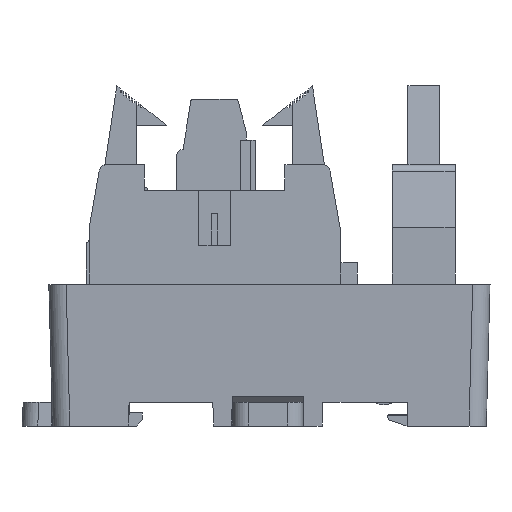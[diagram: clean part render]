
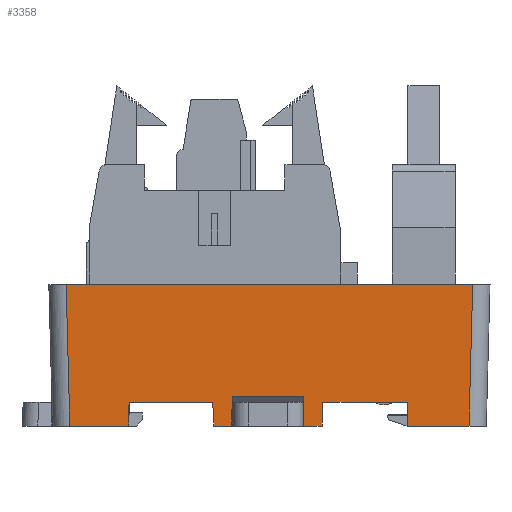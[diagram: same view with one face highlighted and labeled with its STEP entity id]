
A CAD part, left-side view. The second image highlights one B-rep face of the part: STEP entity #3358.
In plain terms, the highlighted planar face has unit normal (-1, 0, -0.026).
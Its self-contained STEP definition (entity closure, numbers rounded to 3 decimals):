
#1821=FACE_OUTER_BOUND('',#6928,.T.);
#3358=ADVANCED_FACE('',(#1821),#4897,.T.);
#4897=PLANE('',#30824);
#6928=EDGE_LOOP('',(#9508,#9509,#9510,#9511,#9512,#9513,#9514,#9515,#9516,
#9517,#9518,#9519,#9520,#9521,#9522,#9523));
#9508=ORIENTED_EDGE('',*,*,#19950,.F.);
#9509=ORIENTED_EDGE('',*,*,#19909,.T.);
#9510=ORIENTED_EDGE('',*,*,#19954,.T.);
#9511=ORIENTED_EDGE('',*,*,#19560,.T.);
#9512=ORIENTED_EDGE('',*,*,#19964,.T.);
#9513=ORIENTED_EDGE('',*,*,#19753,.T.);
#9514=ORIENTED_EDGE('',*,*,#19967,.T.);
#9515=ORIENTED_EDGE('',*,*,#19733,.F.);
#9516=ORIENTED_EDGE('',*,*,#19972,.T.);
#9517=ORIENTED_EDGE('',*,*,#19749,.T.);
#9518=ORIENTED_EDGE('',*,*,#19770,.F.);
#9519=ORIENTED_EDGE('',*,*,#19574,.T.);
#9520=ORIENTED_EDGE('',*,*,#19941,.F.);
#9521=ORIENTED_EDGE('',*,*,#19905,.T.);
#9522=ORIENTED_EDGE('',*,*,#19945,.F.);
#9523=ORIENTED_EDGE('',*,*,#19948,.T.);
#16858=VERTEX_POINT('',#40305);
#16859=VERTEX_POINT('',#40307);
#16872=VERTEX_POINT('',#40333);
#16873=VERTEX_POINT('',#40335);
#16989=VERTEX_POINT('',#40652);
#16990=VERTEX_POINT('',#40654);
#16998=VERTEX_POINT('',#40679);
#16999=VERTEX_POINT('',#40681);
#17002=VERTEX_POINT('',#40688);
#17003=VERTEX_POINT('',#40690);
#17094=VERTEX_POINT('',#40994);
#17096=VERTEX_POINT('',#40999);
#17099=VERTEX_POINT('',#41007);
#17100=VERTEX_POINT('',#41009);
#17119=VERTEX_POINT('',#41078);
#17120=VERTEX_POINT('',#41083);
#19560=EDGE_CURVE('',#16859,#16858,#23611,.T.);
#19574=EDGE_CURVE('',#16873,#16872,#23623,.T.);
#19733=EDGE_CURVE('',#16989,#16990,#23774,.T.);
#19749=EDGE_CURVE('',#16999,#16998,#23787,.T.);
#19753=EDGE_CURVE('',#17003,#17002,#23789,.T.);
#19770=EDGE_CURVE('',#16873,#16998,#23805,.T.);
#19905=EDGE_CURVE('',#17094,#17096,#23935,.T.);
#19909=EDGE_CURVE('',#17100,#17099,#23938,.T.);
#19941=EDGE_CURVE('',#17094,#16872,#23970,.T.);
#19945=EDGE_CURVE('',#17119,#17096,#23974,.T.);
#19948=EDGE_CURVE('',#17119,#17120,#23977,.T.);
#19950=EDGE_CURVE('',#17100,#17120,#23979,.T.);
#19954=EDGE_CURVE('',#17099,#16859,#23983,.T.);
#19964=EDGE_CURVE('',#16858,#17003,#23991,.T.);
#19967=EDGE_CURVE('',#17002,#16990,#23994,.T.);
#19972=EDGE_CURVE('',#16989,#16999,#23999,.T.);
#23611=LINE('',#40306,#27224);
#23623=LINE('',#40334,#27236);
#23774=LINE('',#40653,#27387);
#23787=LINE('',#40680,#27400);
#23789=LINE('',#40689,#27402);
#23805=LINE('',#40722,#27418);
#23935=LINE('',#41000,#27548);
#23938=LINE('',#41008,#27551);
#23970=LINE('',#41071,#27583);
#23974=LINE('',#41079,#27587);
#23977=LINE('',#41084,#27590);
#23979=LINE('',#41087,#27592);
#23983=LINE('',#41094,#27596);
#23991=LINE('',#41113,#27604);
#23994=LINE('',#41118,#27607);
#23999=LINE('',#41130,#27612);
#27224=VECTOR('',#32714,1.);
#27236=VECTOR('',#32730,1.);
#27387=VECTOR('',#32983,1.);
#27400=VECTOR('',#33006,1.);
#27402=VECTOR('',#33014,1.);
#27418=VECTOR('',#33040,1.);
#27548=VECTOR('',#33302,1.);
#27551=VECTOR('',#33309,1.);
#27583=VECTOR('',#33365,1.);
#27587=VECTOR('',#33375,1.);
#27590=VECTOR('',#33380,1.);
#27592=VECTOR('',#33384,1.);
#27596=VECTOR('',#33394,1.);
#27604=VECTOR('',#33420,1.);
#27607=VECTOR('',#33427,1.);
#27612=VECTOR('',#33446,1.);
#30824=AXIS2_PLACEMENT_3D('',#41132,#33449,#33450);
#32714=DIRECTION('',(0.,-1.,0.));
#32730=DIRECTION('',(0.,-1.,0.));
#32983=DIRECTION('',(0.,-1.,0.));
#33006=DIRECTION('',(0.,-1.,0.));
#33014=DIRECTION('',(0.,-1.,0.));
#33040=DIRECTION('',(0.026,0.017,-1.));
#33302=DIRECTION('',(0.,-1.,0.));
#33309=DIRECTION('',(0.,-1.,0.));
#33365=DIRECTION('',(-0.026,0.035,0.999));
#33375=DIRECTION('',(0.026,0.009,-1.));
#33380=DIRECTION('',(0.,-1.,0.));
#33384=DIRECTION('',(-0.026,0.009,1.));
#33394=DIRECTION('',(-0.026,-0.035,0.999));
#33420=DIRECTION('',(0.026,-0.017,-1.));
#33427=DIRECTION('',(-0.026,-0.026,0.999));
#33446=DIRECTION('',(0.026,-0.026,-0.999));
#33449=DIRECTION('',(-1.,0.,-0.026));
#33450=DIRECTION('',(-0.026,0.,1.));
#40305=CARTESIAN_POINT('',(-359.057,162.449,175.));
#40306=CARTESIAN_POINT('',(-359.057,180.199,175.));
#40307=CARTESIAN_POINT('',(-359.057,173.199,175.));
#40333=CARTESIAN_POINT('',(-359.057,187.199,175.));
#40334=CARTESIAN_POINT('',(-359.057,180.199,175.));
#40335=CARTESIAN_POINT('',(-359.057,197.849,175.));
#40652=CARTESIAN_POINT('',(-359.45,205.85,190.));
#40653=CARTESIAN_POINT('',(-359.45,179.699,190.));
#40654=CARTESIAN_POINT('',(-359.45,154.148,190.));
#40679=CARTESIAN_POINT('',(-358.979,197.901,172.));
#40680=CARTESIAN_POINT('',(-358.979,180.199,172.));
#40681=CARTESIAN_POINT('',(-358.979,205.378,172.));
#40688=CARTESIAN_POINT('',(-358.979,154.62,172.));
#40689=CARTESIAN_POINT('',(-358.979,179.699,172.));
#40690=CARTESIAN_POINT('',(-358.979,162.397,172.));
#40722=CARTESIAN_POINT('',(-359.026,197.87,173.796));
#40994=CARTESIAN_POINT('',(-358.979,187.094,172.));
#40999=CARTESIAN_POINT('',(-358.979,184.775,172.));
#41000=CARTESIAN_POINT('',(-358.979,180.199,172.));
#41007=CARTESIAN_POINT('',(-358.979,173.304,172.));
#41008=CARTESIAN_POINT('',(-358.979,180.199,172.));
#41009=CARTESIAN_POINT('',(-358.979,175.623,172.));
#41071=CARTESIAN_POINT('',(-359.026,187.157,173.798));
#41078=CARTESIAN_POINT('',(-359.076,184.743,175.726));
#41079=CARTESIAN_POINT('',(-359.451,184.618,190.04));
#41083=CARTESIAN_POINT('',(-359.076,175.655,175.726));
#41084=CARTESIAN_POINT('',(-359.076,-29.246,175.726));
#41087=CARTESIAN_POINT('',(-359.451,175.78,190.032));
#41094=CARTESIAN_POINT('',(-359.444,172.684,189.753));
#41113=CARTESIAN_POINT('',(-359.458,162.716,190.294));
#41118=CARTESIAN_POINT('',(-359.433,154.166,189.34));
#41130=CARTESIAN_POINT('',(-359.433,205.833,189.34));
#41132=CARTESIAN_POINT('',(-359.45,179.699,189.997));
